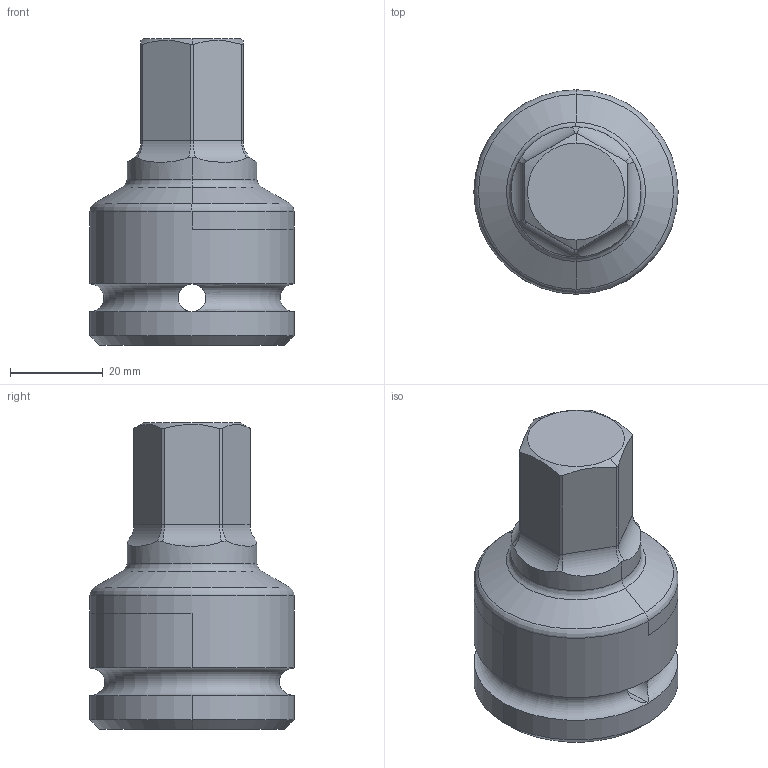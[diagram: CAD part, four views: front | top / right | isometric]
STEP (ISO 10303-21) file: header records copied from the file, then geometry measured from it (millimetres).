
FILE_DESCRIPTION((''),'2;1');
FILE_NAME('4027152322','2023-08-22T11:24:41',('A00565553'),(''),'CREO PARAMETRIC BY PTC INC, 2022414','CREO PARAMETRIC BY PTC INC, 2022414','');
FILE_SCHEMA(('CONFIG_CONTROL_DESIGN','GEOMETRIC_VALIDATION_PROPERTIES_MIM'));
Length unit declared in the file: millimetre
Products named in the file (1): 4027152322
Bounding box: 44 x 44 x 66 mm (x, y, z)
Volume: 53151.9 mm3; surface area: 11725 mm2
Topology: 1 solids, 1 shells, 65 faces, 158 edges, 94 vertices
Faces by surface type: cylinder 26, plane 17, torus 12, cone 10
Entity records: 2223 total; most frequent: CARTESIAN_POINT 603, DIRECTION 318, ORIENTED_EDGE 316, EDGE_CURVE 158, AXIS2_PLACEMENT_3D 131, VERTEX_POINT 94, EDGE_LOOP 68, CIRCLE 66
